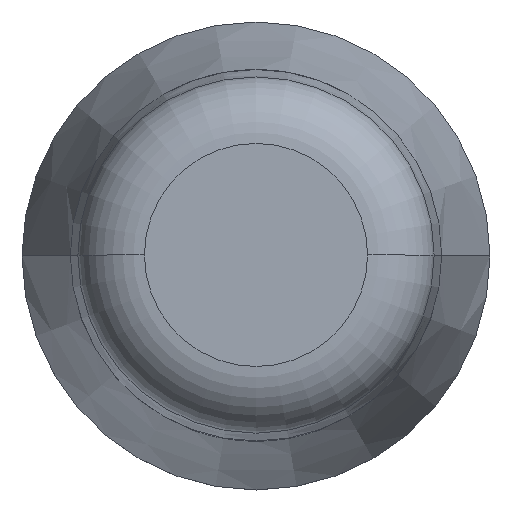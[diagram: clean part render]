
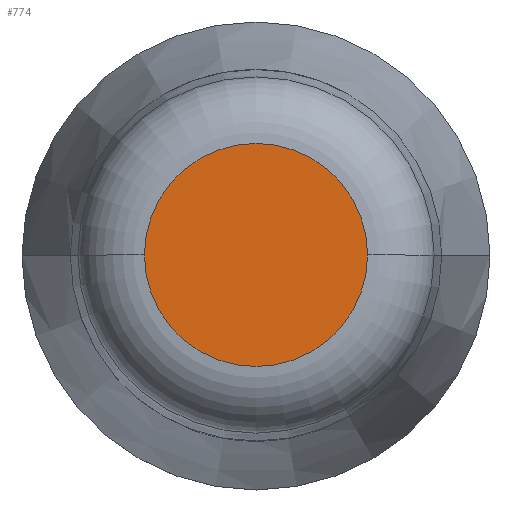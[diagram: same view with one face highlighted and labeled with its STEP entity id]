
A CAD part, top view. The second image highlights one B-rep face of the part: STEP entity #774.
In plain terms, the highlighted planar face has unit normal (0, 0, 1).
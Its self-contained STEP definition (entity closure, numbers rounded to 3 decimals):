
#29 = AXIS2_PLACEMENT_3D ( 'NONE', #569, #496, #334 ) ;
#76 = VERTEX_POINT ( 'NONE', #855 ) ;
#90 = DIRECTION ( 'NONE',  ( 0., 0., 1. ) ) ;
#91 = AXIS2_PLACEMENT_3D ( 'NONE', #954, #90, #486 ) ;
#124 = FACE_OUTER_BOUND ( 'NONE', #515, .T. ) ;
#164 = CIRCLE ( 'NONE', #29, 8.343 ) ;
#175 = CIRCLE ( 'NONE', #897, 8.343 ) ;
#185 = ORIENTED_EDGE ( 'NONE', *, *, #330, .T. ) ;
#330 = EDGE_CURVE ( 'NONE', #76, #435, #164, .T. ) ;
#334 = DIRECTION ( 'NONE',  ( 1., 0., 0. ) ) ;
#423 = EDGE_CURVE ( 'NONE', #435, #76, #175, .T. ) ;
#427 = CARTESIAN_POINT ( 'NONE',  ( 0., 0., 43.75 ) ) ;
#435 = VERTEX_POINT ( 'NONE', #980 ) ;
#481 = ORIENTED_EDGE ( 'NONE', *, *, #423, .T. ) ;
#486 = DIRECTION ( 'NONE',  ( 1., 0., 0. ) ) ;
#496 = DIRECTION ( 'NONE',  ( 0., 0., 1. ) ) ;
#515 = EDGE_LOOP ( 'NONE', ( #185, #481 ) ) ;
#517 = DIRECTION ( 'NONE',  ( 1., 0., 0. ) ) ;
#526 = DIRECTION ( 'NONE',  ( 0., 0., 1. ) ) ;
#569 = CARTESIAN_POINT ( 'NONE',  ( 0., 0., 43.75 ) ) ;
#718 = PLANE ( 'NONE',  #91 ) ;
#774 = ADVANCED_FACE ( 'NONE', ( #124 ), #718, .T. ) ;
#855 = CARTESIAN_POINT ( 'NONE',  ( 8.343, 0., 43.75 ) ) ;
#897 = AXIS2_PLACEMENT_3D ( 'NONE', #427, #526, #517 ) ;
#954 = CARTESIAN_POINT ( 'NONE',  ( 0., 0., 43.75 ) ) ;
#980 = CARTESIAN_POINT ( 'NONE',  ( -8.343, 0., 43.75 ) ) ;
